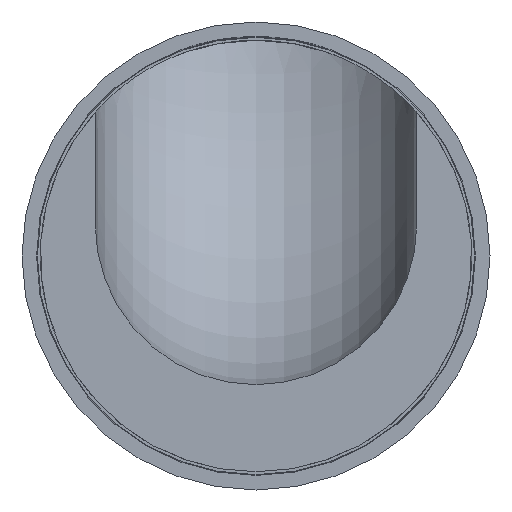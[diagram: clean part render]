
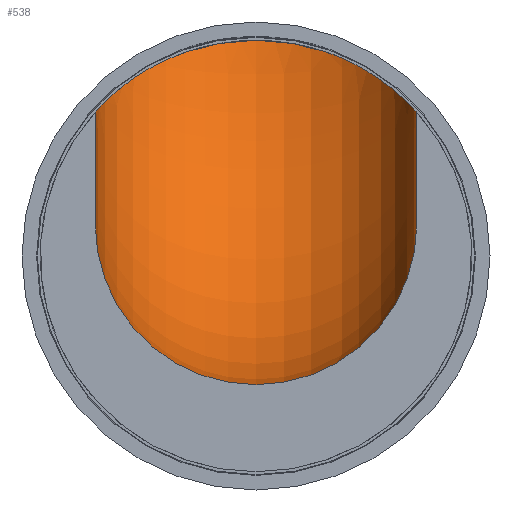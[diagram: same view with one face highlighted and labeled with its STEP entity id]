
A CAD part, front view. The second image highlights one B-rep face of the part: STEP entity #538.
In plain terms, the highlighted toroidal (fillet/blend) face has major radius 1.9 mm and minor radius 1.1 mm.
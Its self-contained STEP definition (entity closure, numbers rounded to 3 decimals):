
#20 = VERTEX_POINT ( 'NONE', #3665 ) ;
#45 = B_SPLINE_CURVE_WITH_KNOTS ( 'NONE', 3,
 ( #1523, #1539, #2119, #3222, #3259, #1835, #2404, #369, #62, #3523, #1215, #3239 ),
 .UNSPECIFIED., .F., .F.,
 ( 4, 2, 2, 2, 2, 4 ),
 ( 0.001, 0.002, 0.002, 0.002, 0.003, 0.003 ),
 .UNSPECIFIED. ) ;
#62 = CARTESIAN_POINT ( 'NONE',  ( -0.554, -20.184, 1.369 ) ) ;
#114 = FACE_OUTER_BOUND ( 'NONE', #1504, .T. ) ;
#163 = CARTESIAN_POINT ( 'NONE',  ( 1.053, -20.994, 1.034 ) ) ;
#314 = CARTESIAN_POINT ( 'NONE',  ( 0., -20.007, 1.475 ) ) ;
#363 = DIRECTION ( 'NONE',  ( 0., -1., 0. ) ) ;
#369 = CARTESIAN_POINT ( 'NONE',  ( -0.619, -20.234, 1.341 ) ) ;
#391 = EDGE_CURVE ( 'Defeature ausgef�hrt2_1+Defeature ausgef�hrt2_12+Defeature ausgef�hrt2_11+Defeature ausgef�hrt2_10', #1512, #20, #2103, .T. ) ;
#397 = CARTESIAN_POINT ( 'NONE',  ( 1.07, -21.075, 1.016 ) ) ;
#538 = ADVANCED_FACE ( 'Defeature ausgef�hrt2_1', ( #114 ), #1515, .F. ) ;
#558 = ORIENTED_EDGE ( 'NONE', *, *, #1732, .T. ) ;
#562 = DIRECTION ( 'NONE',  ( 0., 0., 1. ) ) ;
#672 = CARTESIAN_POINT ( 'NONE',  ( 1.094, -21.243, 0.99 ) ) ;
#697 = DIRECTION ( 'NONE',  ( -1., 0., 0. ) ) ;
#718 = CARTESIAN_POINT ( 'NONE',  ( 1.1, -22.937, 0.22 ) ) ;
#738 = DIRECTION ( 'NONE',  ( 0., 0., 1. ) ) ;
#845 = VERTEX_POINT ( 'NONE', #2017 ) ;
#951 = DIRECTION ( 'NONE',  ( 0., -1., 0. ) ) ;
#963 = CARTESIAN_POINT ( 'NONE',  ( 1.1, -21.415, 0.983 ) ) ;
#985 = CARTESIAN_POINT ( 'NONE',  ( 0., -20.007, 1.475 ) ) ;
#997 = CARTESIAN_POINT ( 'NONE',  ( 0.74, -20.342, 1.281 ) ) ;
#1009 = CARTESIAN_POINT ( 'NONE',  ( 0.985, -20.756, 1.099 ) ) ;
#1101 = AXIS2_PLACEMENT_3D ( 'NONE', #2704, #951, #2984 ) ;
#1176 = CARTESIAN_POINT ( 'NONE',  ( -1.1, -22.937, 0.22 ) ) ;
#1200 = B_SPLINE_CURVE_WITH_KNOTS ( 'NONE', 3,
 ( #985, #1287, #2718, #3593, #997, #1297, #1009, #163, #397, #672, #2709, #963 ),
 .UNSPECIFIED., .F., .F.,
 ( 4, 2, 2, 2, 2, 4 ),
 ( 0.003, 0.004, 0.004, 0.005, 0.005, 0.005 ),
 .UNSPECIFIED. ) ;
#1215 = CARTESIAN_POINT ( 'NONE',  ( -0.172, -20.007, 1.475 ) ) ;
#1240 = ORIENTED_EDGE ( 'NONE', *, *, #3706, .T. ) ;
#1287 = CARTESIAN_POINT ( 'NONE',  ( 0.172, -20.007, 1.475 ) ) ;
#1297 = CARTESIAN_POINT ( 'NONE',  ( 0.919, -20.606, 1.159 ) ) ;
#1313 = ORIENTED_EDGE ( 'NONE', *, *, #391, .T. ) ;
#1366 = CARTESIAN_POINT ( 'NONE',  ( 1.1, -22.937, 2.12 ) ) ;
#1375 = CARTESIAN_POINT ( 'NONE',  ( 1.1, -21.415, 0.983 ) ) ;
#1415 = AXIS2_PLACEMENT_3D ( 'NONE', #3597, #697, #2128 ) ;
#1504 = EDGE_LOOP ( 'NONE', ( #1313, #558, #2256, #2234, #2836, #1240 ) ) ;
#1512 = VERTEX_POINT ( 'NONE', #1176 ) ;
#1515 = TOROIDAL_SURFACE ( 'NONE', #1415, 1.9, 1.1 ) ;
#1523 = CARTESIAN_POINT ( 'NONE',  ( -1.1, -21.415, 0.983 ) ) ;
#1539 = CARTESIAN_POINT ( 'NONE',  ( -1.1, -21.244, 0.983 ) ) ;
#1732 = EDGE_CURVE ( 'Defeature ausgef�hrt2_1+Defeature ausgef�hrt2_12+Defeature ausgef�hrt2_11+Defeature ausgef�hrt2_10', #20, #3010, #3351, .T. ) ;
#1835 = CARTESIAN_POINT ( 'NONE',  ( -0.785, -20.408, 1.25 ) ) ;
#1888 = CIRCLE ( 'NONE', #2661, 1.9 ) ;
#1893 = DIRECTION ( 'NONE',  ( -1., 0., 0. ) ) ;
#1906 = VERTEX_POINT ( 'NONE', #1375 ) ;
#2017 = CARTESIAN_POINT ( 'NONE',  ( -1.1, -21.415, 0.983 ) ) ;
#2103 = CIRCLE ( 'NONE', #3616, 1.1 ) ;
#2119 = CARTESIAN_POINT ( 'NONE',  ( -1.075, -21.073, 1.012 ) ) ;
#2128 = DIRECTION ( 'NONE',  ( 0., 0., 1. ) ) ;
#2234 = ORIENTED_EDGE ( 'NONE', *, *, #3085, .F. ) ;
#2256 = ORIENTED_EDGE ( 'NONE', *, *, #3561, .F. ) ;
#2300 = DIRECTION ( 'NONE',  ( -1., 0., 0. ) ) ;
#2404 = CARTESIAN_POINT ( 'NONE',  ( -0.734, -20.347, 1.281 ) ) ;
#2655 = CARTESIAN_POINT ( 'NONE',  ( 0., -22.937, 0.22 ) ) ;
#2661 = AXIS2_PLACEMENT_3D ( 'NONE', #1366, #1893, #738 ) ;
#2704 = CARTESIAN_POINT ( 'NONE',  ( 0., -22.937, 0.22 ) ) ;
#2709 = CARTESIAN_POINT ( 'NONE',  ( 1.1, -21.33, 0.983 ) ) ;
#2718 = CARTESIAN_POINT ( 'NONE',  ( 0.341, -20.057, 1.443 ) ) ;
#2836 = ORIENTED_EDGE ( 'NONE', *, *, #2928, .F. ) ;
#2846 = VERTEX_POINT ( 'NONE', #314 ) ;
#2928 = EDGE_CURVE ( 'Defeature ausgef�hrt2_3+Defeature ausgef�hrt2_1+Defeature ausgef�hrt2_11+Defeature ausgef�hrt2_10', #845, #2846, #45, .T. ) ;
#2984 = DIRECTION ( 'NONE',  ( 0., 0., -1. ) ) ;
#2987 = CIRCLE ( 'NONE', #3415, 1.9 ) ;
#3010 = VERTEX_POINT ( 'NONE', #718 ) ;
#3085 = EDGE_CURVE ( 'Defeature ausgef�hrt2_3+Defeature ausgef�hrt2_1+Defeature ausgef�hrt2_11+Defeature ausgef�hrt2_10', #2846, #1906, #1200, .T. ) ;
#3222 = CARTESIAN_POINT ( 'NONE',  ( -0.985, -20.755, 1.1 ) ) ;
#3232 = DIRECTION ( 'NONE',  ( 0., 0., -1. ) ) ;
#3239 = CARTESIAN_POINT ( 'NONE',  ( 0., -20.007, 1.475 ) ) ;
#3259 = CARTESIAN_POINT ( 'NONE',  ( -0.919, -20.605, 1.159 ) ) ;
#3351 = CIRCLE ( 'NONE', #1101, 1.1 ) ;
#3407 = CARTESIAN_POINT ( 'NONE',  ( -1.1, -22.937, 2.12 ) ) ;
#3415 = AXIS2_PLACEMENT_3D ( 'NONE', #3407, #2300, #562 ) ;
#3523 = CARTESIAN_POINT ( 'NONE',  ( -0.342, -20.058, 1.443 ) ) ;
#3561 = EDGE_CURVE ( 'Defeature ausgef�hrt2_10+Defeature ausgef�hrt2_1+Defeature ausgef�hrt2_3+Defeature ausgef�hrt2_12', #1906, #3010, #1888, .T. ) ;
#3593 = CARTESIAN_POINT ( 'NONE',  ( 0.625, -20.226, 1.344 ) ) ;
#3597 = CARTESIAN_POINT ( 'NONE',  ( 0., -22.937, 2.12 ) ) ;
#3616 = AXIS2_PLACEMENT_3D ( 'NONE', #2655, #363, #3232 ) ;
#3665 = CARTESIAN_POINT ( 'NONE',  ( 0., -22.937, -0.88 ) ) ;
#3706 = EDGE_CURVE ( 'Defeature ausgef�hrt2_1+Defeature ausgef�hrt2_11+Defeature ausgef�hrt2_3+Defeature ausgef�hrt2_12', #845, #1512, #2987, .T. ) ;
